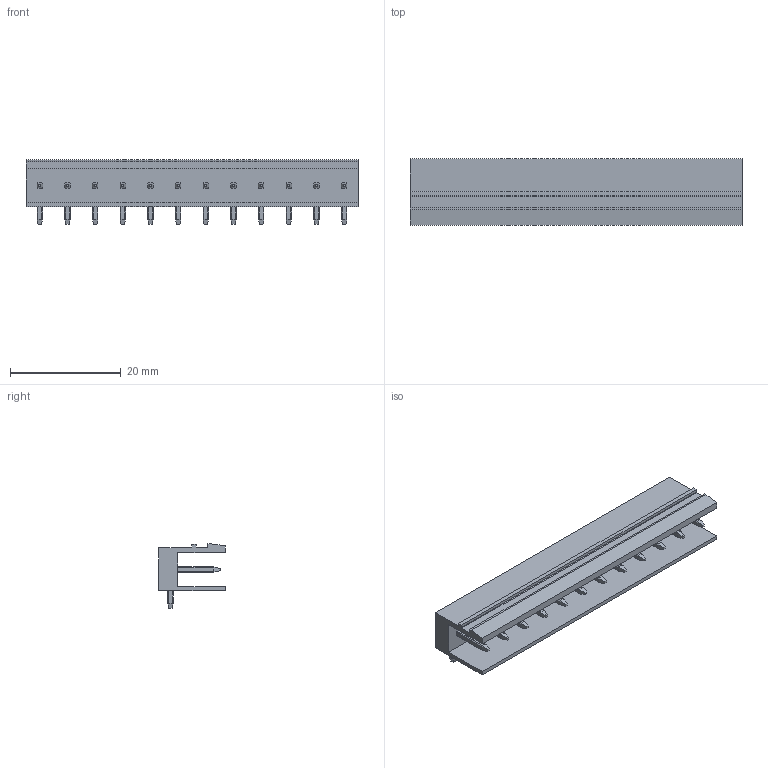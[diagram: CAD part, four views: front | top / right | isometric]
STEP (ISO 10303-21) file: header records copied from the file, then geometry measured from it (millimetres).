
FILE_DESCRIPTION(('CATIA V5 STEP Exchange','CAx-IF Rec.Pracs.--- Model Styling and Organization---1.2---2011-12-15'),'2;1');
FILE_NAME ('D1452861_0_1571110000_1571110000.stp','2018-10-13T05:15:26+00:00',('none'),('Weidmueller'),'CATIA Version 5-6 Release 2014','CATIA V5 STEP AP214','none');
FILE_SCHEMA(('AUTOMOTIVE_DESIGN { 1 0 10303 214 1 1 1 1 }'));
Length unit declared in the file: millimetre
Products named in the file (1): 1571110000
Bounding box: 60 x 12 x 11.7 mm (x, y, z)
Volume: 2685.8 mm3; surface area: 4503.6 mm2
Topology: 13 solids, 13 shells, 475 faces, 1251 edges, 802 vertices
Faces by surface type: plane 281, cylinder 194
Entity records: 13177 total; most frequent: CARTESIAN_POINT 3180, ORIENTED_EDGE 2502, DIRECTION 1249, EDGE_CURVE 1245, VERTEX_POINT 794, VECTOR 765, LINE 765, EDGE_LOOP 499
